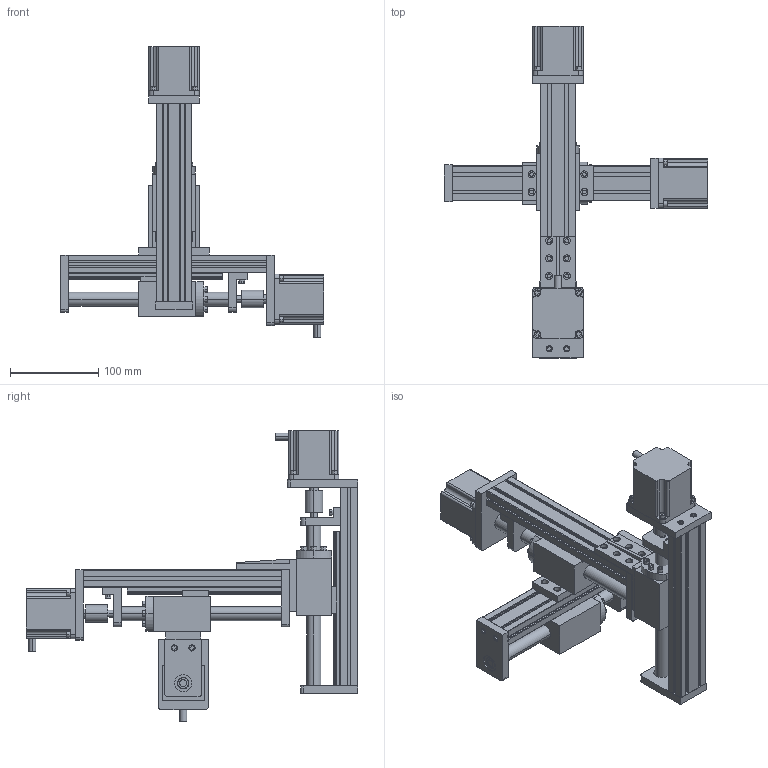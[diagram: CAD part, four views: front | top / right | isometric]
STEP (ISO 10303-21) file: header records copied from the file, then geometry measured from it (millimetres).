
FILE_DESCRIPTION (( 'STEP AP203' ), '1' );
FILE_NAME ('FSL40XYZ-T(樂譴0803).STEP', '2020-08-03T03:14:04', ( '' ), ( '' ), 'SwSTEP 2.0', 'SolidWorks 2016', '' );
FILE_SCHEMA (( 'CONFIG_CONTROL_DESIGN' ));
Length unit declared in the file: millimetre
Products named in the file (4): FSL40E10010C7 40丝杆模组（16丝杆）_L=600; L倰蟀諉璃(蕾宒); FSL40XYZ-T(樂譴0803); 40耀郪xy蟀諉啣
Assembly tree (5 placements, depth 2):
  FSL40XYZ-T(樂譴0803)
    FSL40E10010C7 40丝杆模组（16丝杆）_L=600  x3
    40耀郪xy蟀諉啣
    L倰蟀諉璃(蕾宒)
Bounding box: 299 x 377 x 330.5 mm (x, y, z)
Volume: 1739284.8 mm3; surface area: 471808.8 mm2
Topology: 59 solids, 59 shells, 1587 faces, 3904 edges, 2552 vertices
Faces by surface type: plane 1050, cylinder 477, cone 60
Entity records: 18156 total; most frequent: DIRECTION 3094, CARTESIAN_POINT 3037, ORIENTED_EDGE 2916, EDGE_CURVE 1458, VECTOR 1044, LINE 1044, AXIS2_PLACEMENT_3D 1025, VERTEX_POINT 968
